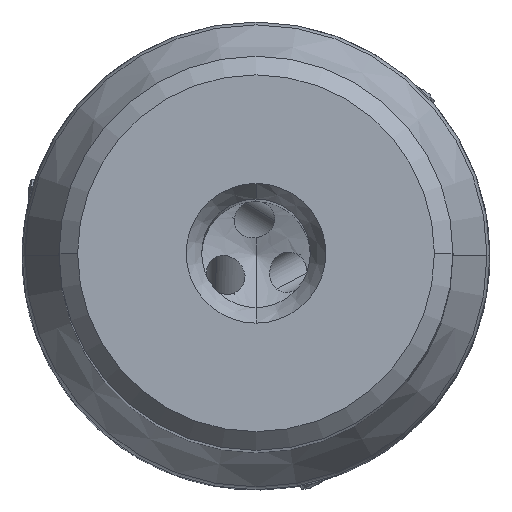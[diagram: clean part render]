
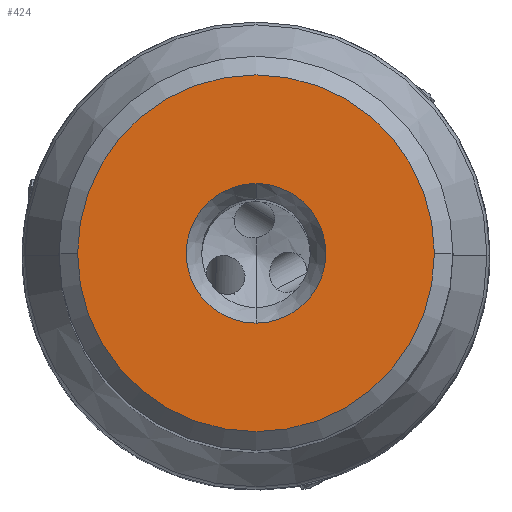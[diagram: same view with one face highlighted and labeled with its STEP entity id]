
A CAD part, top view. The second image highlights one B-rep face of the part: STEP entity #424.
In plain terms, the highlighted planar face has unit normal (0, 0, 1).
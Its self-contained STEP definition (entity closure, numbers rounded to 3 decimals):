
#157=FACE_BOUND('',#1228,.T.);
#158=FACE_BOUND('',#1229,.T.);
#256=PLANE('',#6253);
#424=ADVANCED_FACE('',(#157,#158),#256,.T.);
#1228=EDGE_LOOP('',(#3222,#3223,#3224));
#1229=EDGE_LOOP('',(#3225,#3226));
#3222=ORIENTED_EDGE('',*,*,#5175,.F.);
#3223=ORIENTED_EDGE('',*,*,#5176,.F.);
#3224=ORIENTED_EDGE('',*,*,#5177,.F.);
#3225=ORIENTED_EDGE('',*,*,#5178,.F.);
#3226=ORIENTED_EDGE('',*,*,#5174,.F.);
#4468=VERTEX_POINT('',#12507);
#4469=VERTEX_POINT('',#12509);
#4470=VERTEX_POINT('',#12513);
#4471=VERTEX_POINT('',#12514);
#4472=VERTEX_POINT('',#12516);
#5174=EDGE_CURVE('',#4469,#4468,#5681,.T.);
#5175=EDGE_CURVE('',#4470,#4471,#5682,.T.);
#5176=EDGE_CURVE('',#4472,#4470,#5683,.T.);
#5177=EDGE_CURVE('',#4471,#4472,#5684,.T.);
#5178=EDGE_CURVE('',#4468,#4469,#5685,.T.);
#5681=CIRCLE('',#6247,4.5);
#5682=CIRCLE('',#6249,11.5);
#5683=CIRCLE('',#6250,11.5);
#5684=CIRCLE('',#6251,11.5);
#5685=CIRCLE('',#6252,4.5);
#6247=AXIS2_PLACEMENT_3D('',#12510,#7337,#7338);
#6249=AXIS2_PLACEMENT_3D('',#12512,#7341,#7342);
#6250=AXIS2_PLACEMENT_3D('',#12515,#7343,#7344);
#6251=AXIS2_PLACEMENT_3D('',#12517,#7345,#7346);
#6252=AXIS2_PLACEMENT_3D('',#12518,#7347,#7348);
#6253=AXIS2_PLACEMENT_3D('',#12519,#7349,#7350);
#7337=DIRECTION('',(0.,0.,1.));
#7338=DIRECTION('',(0.,-1.,0.));
#7341=DIRECTION('',(0.,0.,-1.));
#7342=DIRECTION('',(-1.,0.,0.));
#7343=DIRECTION('',(0.,0.,-1.));
#7344=DIRECTION('',(0.,-1.,0.));
#7345=DIRECTION('',(0.,0.,-1.));
#7346=DIRECTION('',(1.,0.,0.));
#7347=DIRECTION('',(0.,0.,1.));
#7348=DIRECTION('',(0.,1.,0.));
#7349=DIRECTION('',(0.,0.,1.));
#7350=DIRECTION('',(-1.,0.,0.));
#12507=CARTESIAN_POINT('',(0.,4.5,0.));
#12509=CARTESIAN_POINT('',(0.,-4.5,0.));
#12510=CARTESIAN_POINT('',(0.,0.,0.));
#12512=CARTESIAN_POINT('',(0.,0.,0.));
#12513=CARTESIAN_POINT('',(-11.5,0.,0.));
#12514=CARTESIAN_POINT('',(11.5,0.,0.));
#12515=CARTESIAN_POINT('',(0.,0.,0.));
#12516=CARTESIAN_POINT('',(0.,-11.5,0.));
#12517=CARTESIAN_POINT('',(0.,0.,0.));
#12518=CARTESIAN_POINT('',(0.,0.,0.));
#12519=CARTESIAN_POINT('',(0.,0.001,0.));
